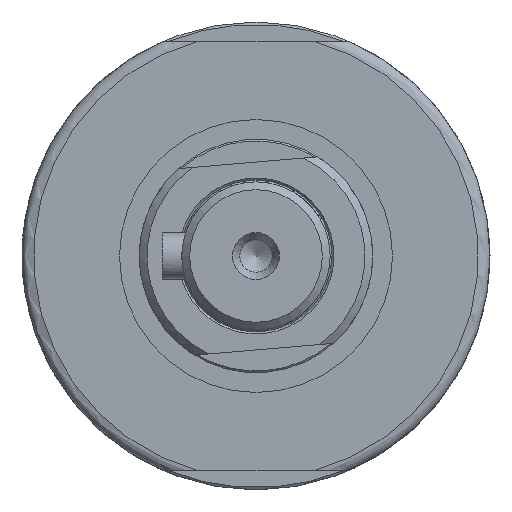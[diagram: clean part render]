
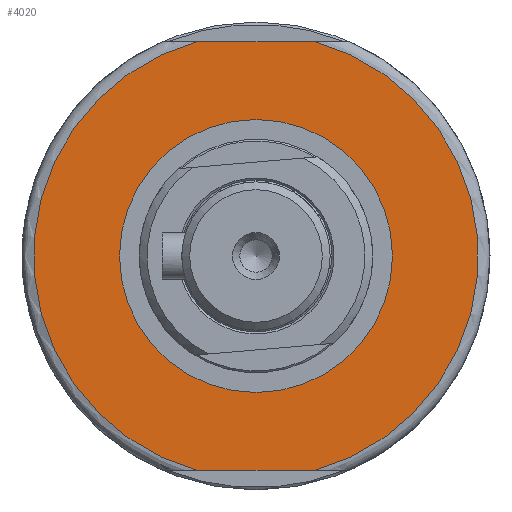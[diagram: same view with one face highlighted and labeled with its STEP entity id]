
A CAD part, left-side view. The second image highlights one B-rep face of the part: STEP entity #4020.
In plain terms, the highlighted planar face has unit normal (-1, 0, 0).
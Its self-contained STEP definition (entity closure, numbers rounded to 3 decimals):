
#362=FACE_BOUND('',#791,.T.);
#402=PLANE('',#4350);
#559=FACE_OUTER_BOUND('',#790,.T.);
#790=EDGE_LOOP('',(#3011,#3012,#3013,#3014));
#791=EDGE_LOOP('',(#3015,#3016));
#1055=CIRCLE('',#4331,17.5);
#1056=CIRCLE('',#4332,17.5);
#1066=CIRCLE('',#4345,28.5);
#1069=CIRCLE('',#4349,28.5);
#1245=LINE('',#6212,#1546);
#1246=LINE('',#6213,#1547);
#1546=VECTOR('',#4950,10.);
#1547=VECTOR('',#4951,10.);
#1883=VERTEX_POINT('',#6114);
#1884=VERTEX_POINT('',#6116);
#1895=VERTEX_POINT('',#6143);
#1896=VERTEX_POINT('',#6158);
#1898=VERTEX_POINT('',#6177);
#1901=VERTEX_POINT('',#6195);
#2306=EDGE_CURVE('',#1884,#1883,#1055,.T.);
#2307=EDGE_CURVE('',#1883,#1884,#1056,.T.);
#2320=EDGE_CURVE('',#1895,#1896,#1066,.T.);
#2326=EDGE_CURVE('',#1901,#1898,#1069,.T.);
#2327=EDGE_CURVE('',#1895,#1898,#1245,.T.);
#2328=EDGE_CURVE('',#1901,#1896,#1246,.T.);
#3011=ORIENTED_EDGE('',*,*,#2327,.T.);
#3012=ORIENTED_EDGE('',*,*,#2326,.F.);
#3013=ORIENTED_EDGE('',*,*,#2328,.T.);
#3014=ORIENTED_EDGE('',*,*,#2320,.F.);
#3015=ORIENTED_EDGE('',*,*,#2306,.T.);
#3016=ORIENTED_EDGE('',*,*,#2307,.T.);
#4020=ADVANCED_FACE('',(#559,#362),#402,.T.);
#4331=AXIS2_PLACEMENT_3D('',#6117,#4908,#4909);
#4332=AXIS2_PLACEMENT_3D('',#6118,#4910,#4911);
#4345=AXIS2_PLACEMENT_3D('',#6159,#4938,#4939);
#4349=AXIS2_PLACEMENT_3D('',#6210,#4946,#4947);
#4350=AXIS2_PLACEMENT_3D('',#6211,#4948,#4949);
#4908=DIRECTION('center_axis',(1.,0.,0.));
#4909=DIRECTION('ref_axis',(0.,1.,0.));
#4910=DIRECTION('center_axis',(1.,0.,0.));
#4911=DIRECTION('ref_axis',(0.,1.,0.));
#4938=DIRECTION('center_axis',(1.,0.,0.));
#4939=DIRECTION('ref_axis',(0.,1.,0.));
#4946=DIRECTION('center_axis',(1.,0.,0.));
#4947=DIRECTION('ref_axis',(0.,1.,0.));
#4948=DIRECTION('center_axis',(-1.,0.,0.));
#4949=DIRECTION('ref_axis',(0.,0.,
1.));
#4950=DIRECTION('',(0.,1.,0.));
#4951=DIRECTION('',(0.,-1.,0.));
#6114=CARTESIAN_POINT('',(-158.,-17.5,0.));
#6116=CARTESIAN_POINT('',(-158.,17.5,0.));
#6117=CARTESIAN_POINT('Origin',(-158.,0.,0.));
#6118=CARTESIAN_POINT('Origin',(-158.,0.,0.));
#6143=CARTESIAN_POINT('',(-158.,-7.483,27.5));
#6158=CARTESIAN_POINT('',(-158.,-7.483,-27.5));
#6159=CARTESIAN_POINT('Origin',(-158.,0.,0.));
#6177=CARTESIAN_POINT('',(-158.,7.483,27.5));
#6195=CARTESIAN_POINT('',(-158.,7.483,-27.5));
#6210=CARTESIAN_POINT('Origin',(-158.,0.,0.));
#6211=CARTESIAN_POINT('Origin',(-158.,23.,0.));
#6212=CARTESIAN_POINT('',(-158.,24.063,27.5));
#6213=CARTESIAN_POINT('',(-158.,-1.553,-27.5));
